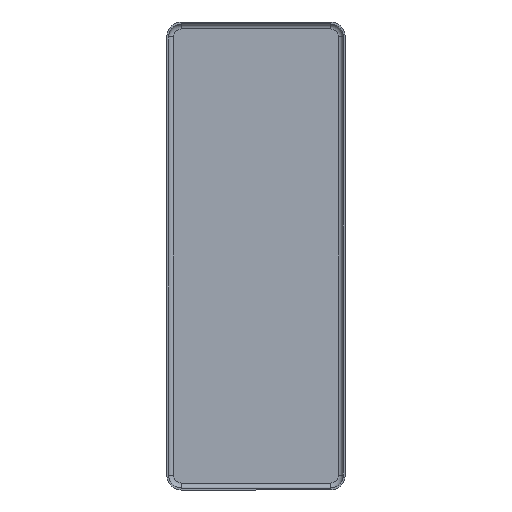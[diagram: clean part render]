
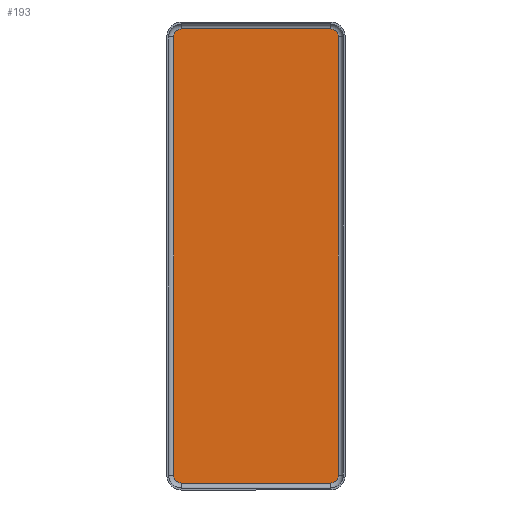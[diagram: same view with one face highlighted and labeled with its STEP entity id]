
A CAD part, front view. The second image highlights one B-rep face of the part: STEP entity #193.
In plain terms, the highlighted planar face has unit normal (0, -1, 0).
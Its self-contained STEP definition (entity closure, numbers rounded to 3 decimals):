
#14 = LINE ( 'NONE', #1337, #563 ) ;
#17 = DIRECTION ( 'NONE',  ( 0., 0., 1. ) ) ;
#18 = LINE ( 'NONE', #183, #275 ) ;
#26 = DIRECTION ( 'NONE',  ( 0., 0., 1. ) ) ;
#39 = DIRECTION ( 'NONE',  ( 0., 0., 1. ) ) ;
#76 = VERTEX_POINT ( 'NONE', #1045 ) ;
#107 = DIRECTION ( 'NONE',  ( 0., -1., 0. ) ) ;
#144 = VERTEX_POINT ( 'NONE', #1144 ) ;
#176 = ORIENTED_EDGE ( 'NONE', *, *, #780, .F. ) ;
#183 = CARTESIAN_POINT ( 'NONE',  ( -11.75, -0.3, 35.75 ) ) ;
#185 = PLANE ( 'NONE',  #862 ) ;
#188 = LINE ( 'NONE', #708, #1288 ) ;
#193 = ADVANCED_FACE ( 'NONE', ( #549 ), #185, .T. ) ;
#233 = DIRECTION ( 'NONE',  ( -1., 0., 0. ) ) ;
#243 = DIRECTION ( 'NONE',  ( 0., 1., 0. ) ) ;
#249 = EDGE_LOOP ( 'NONE', ( #654, #667, #1367, #692, #1279, #1157, #390, #176 ) ) ;
#250 = CARTESIAN_POINT ( 'NONE',  ( -11.75, -0.3, 34.55 ) ) ;
#275 = VECTOR ( 'NONE', #294, 1000. ) ;
#292 = EDGE_CURVE ( 'NONE', #389, #76, #14, .T. ) ;
#294 = DIRECTION ( 'NONE',  ( 1., 0., 0. ) ) ;
#323 = DIRECTION ( 'NONE',  ( 0., 1., 0. ) ) ;
#341 = CARTESIAN_POINT ( 'NONE',  ( -11.75, -0.3, -34.55 ) ) ;
#348 = EDGE_CURVE ( 'NONE', #533, #389, #1402, .T. ) ;
#354 = VERTEX_POINT ( 'NONE', #1039 ) ;
#388 = CARTESIAN_POINT ( 'NONE',  ( 12.95, -0.3, 34.55 ) ) ;
#389 = VERTEX_POINT ( 'NONE', #513 ) ;
#390 = ORIENTED_EDGE ( 'NONE', *, *, #348, .F. ) ;
#402 = DIRECTION ( 'NONE',  ( 0., 0., -1. ) ) ;
#426 = EDGE_CURVE ( 'NONE', #76, #354, #1316, .T. ) ;
#453 = VECTOR ( 'NONE', #402, 1000. ) ;
#500 = EDGE_CURVE ( 'NONE', #759, #924, #1072, .T. ) ;
#513 = CARTESIAN_POINT ( 'NONE',  ( 11.75, -0.3, -35.75 ) ) ;
#522 = CARTESIAN_POINT ( 'NONE',  ( 11.75, -0.3, 34.55 ) ) ;
#533 = VERTEX_POINT ( 'NONE', #1362 ) ;
#548 = DIRECTION ( 'NONE',  ( 0., 0., 1. ) ) ;
#549 = FACE_OUTER_BOUND ( 'NONE', #249, .T. ) ;
#563 = VECTOR ( 'NONE', #233, 1000. ) ;
#584 = AXIS2_PLACEMENT_3D ( 'NONE', #341, #1119, #17 ) ;
#629 = CARTESIAN_POINT ( 'NONE',  ( 12.95, -0.3, 34.55 ) ) ;
#654 = ORIENTED_EDGE ( 'NONE', *, *, #891, .F. ) ;
#661 = AXIS2_PLACEMENT_3D ( 'NONE', #250, #243, #26 ) ;
#667 = ORIENTED_EDGE ( 'NONE', *, *, #803, .F. ) ;
#692 = ORIENTED_EDGE ( 'NONE', *, *, #1153, .F. ) ;
#708 = CARTESIAN_POINT ( 'NONE',  ( -12.95, -0.3, -34.55 ) ) ;
#741 = CARTESIAN_POINT ( 'NONE',  ( -12.95, -0.3, 34.55 ) ) ;
#759 = VERTEX_POINT ( 'NONE', #741 ) ;
#761 = CARTESIAN_POINT ( 'NONE',  ( -11.75, -0.3, 35.75 ) ) ;
#780 = EDGE_CURVE ( 'NONE', #1370, #533, #1044, .T. ) ;
#803 = EDGE_CURVE ( 'NONE', #924, #144, #18, .T. ) ;
#862 = AXIS2_PLACEMENT_3D ( 'NONE', #522, #107, #1354 ) ;
#891 = EDGE_CURVE ( 'NONE', #144, #1370, #1023, .T. ) ;
#900 = DIRECTION ( 'NONE',  ( 0., 0., 1. ) ) ;
#924 = VERTEX_POINT ( 'NONE', #761 ) ;
#952 = AXIS2_PLACEMENT_3D ( 'NONE', #1330, #323, #548 ) ;
#1005 = AXIS2_PLACEMENT_3D ( 'NONE', #1352, #1024, #900 ) ;
#1023 = CIRCLE ( 'NONE', #952, 1.2 ) ;
#1024 = DIRECTION ( 'NONE',  ( 0., 1., 0. ) ) ;
#1039 = CARTESIAN_POINT ( 'NONE',  ( -12.95, -0.3, -34.55 ) ) ;
#1044 = LINE ( 'NONE', #629, #453 ) ;
#1045 = CARTESIAN_POINT ( 'NONE',  ( -11.75, -0.3, -35.75 ) ) ;
#1072 = CIRCLE ( 'NONE', #661, 1.2 ) ;
#1119 = DIRECTION ( 'NONE',  ( 0., 1., 0. ) ) ;
#1144 = CARTESIAN_POINT ( 'NONE',  ( 11.75, -0.3, 35.75 ) ) ;
#1153 = EDGE_CURVE ( 'NONE', #354, #759, #188, .T. ) ;
#1157 = ORIENTED_EDGE ( 'NONE', *, *, #292, .F. ) ;
#1279 = ORIENTED_EDGE ( 'NONE', *, *, #426, .F. ) ;
#1288 = VECTOR ( 'NONE', #39, 1000. ) ;
#1316 = CIRCLE ( 'NONE', #584, 1.2 ) ;
#1330 = CARTESIAN_POINT ( 'NONE',  ( 11.75, -0.3, 34.55 ) ) ;
#1337 = CARTESIAN_POINT ( 'NONE',  ( 11.75, -0.3, -35.75 ) ) ;
#1352 = CARTESIAN_POINT ( 'NONE',  ( 11.75, -0.3, -34.55 ) ) ;
#1354 = DIRECTION ( 'NONE',  ( 0., 0., -1. ) ) ;
#1362 = CARTESIAN_POINT ( 'NONE',  ( 12.95, -0.3, -34.55 ) ) ;
#1367 = ORIENTED_EDGE ( 'NONE', *, *, #500, .F. ) ;
#1370 = VERTEX_POINT ( 'NONE', #388 ) ;
#1402 = CIRCLE ( 'NONE', #1005, 1.2 ) ;
